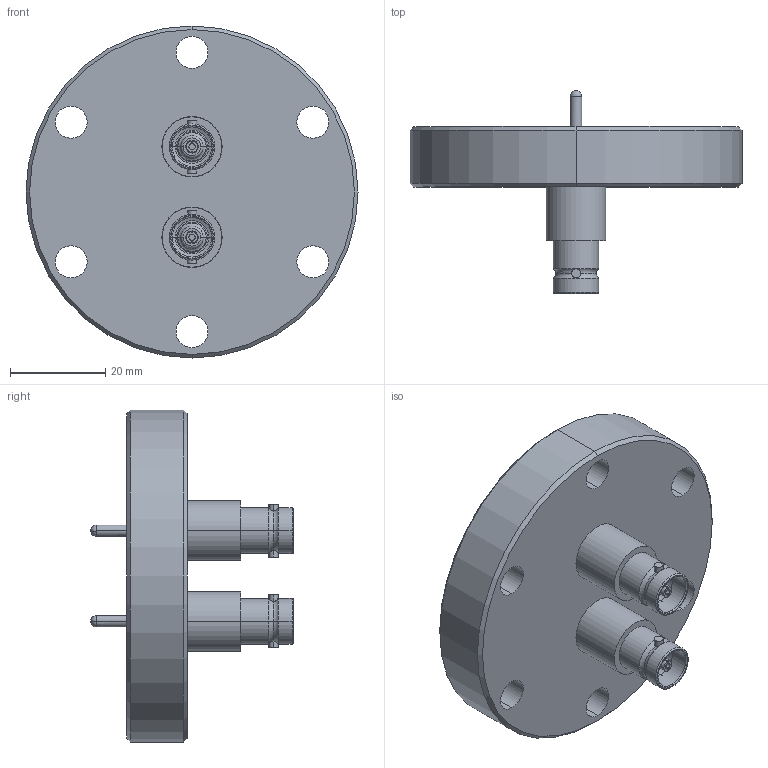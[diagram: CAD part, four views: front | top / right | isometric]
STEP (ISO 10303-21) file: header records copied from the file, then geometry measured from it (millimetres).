
FILE_DESCRIPTION (( 'STEP AP203' ), '1' );
FILE_NAME ('A0292-1-CF.STEP', '2012-06-04T13:25:45', ( '' ), ( '' ), 'SwSTEP 2.0', 'SolidWorks 2012', '' );
FILE_SCHEMA (( 'CONFIG_CONTROL_DESIGN' ));
Length unit declared in the file: inch
Products named in the file (1): A0292-1-CF
Bounding box: 69.85 x 42.67 x 69.85 mm (x, y, z)
Volume: 44992 mm3; surface area: 19510.2 mm2
Topology: 1 solids, 1 shells, 229 faces, 520 edges, 320 vertices
Faces by surface type: cylinder 120, plane 47, torus 32, cone 26, sphere 4
Entity records: 7139 total; most frequent: CARTESIAN_POINT 1698, DIRECTION 1270, ORIENTED_EDGE 1024, AXIS2_PLACEMENT_3D 548, EDGE_CURVE 512, CIRCLE 318, VERTEX_POINT 316, EDGE_LOOP 272
